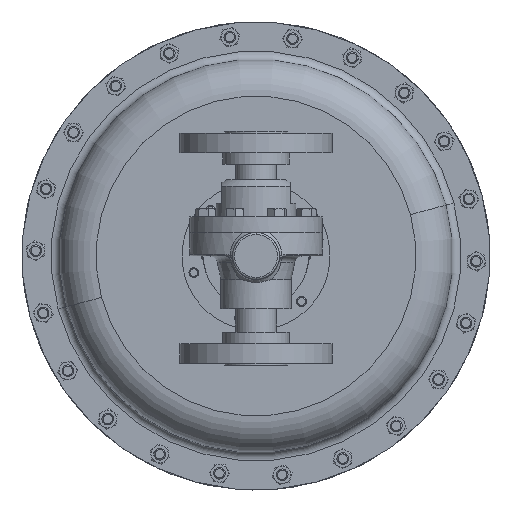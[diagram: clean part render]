
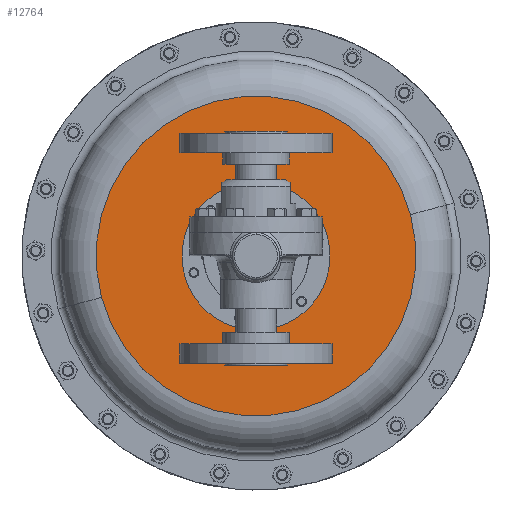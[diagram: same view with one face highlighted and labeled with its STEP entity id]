
A CAD part, front view. The second image highlights one B-rep face of the part: STEP entity #12764.
In plain terms, the highlighted planar face has unit normal (0, -1, 0).
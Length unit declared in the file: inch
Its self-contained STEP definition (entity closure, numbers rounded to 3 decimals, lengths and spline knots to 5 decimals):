
#940 = CARTESIAN_POINT ( 'NONE',  ( 3.88663, 9.57025, -0.05446 ) ) ;
#1279 = DIRECTION ( 'NONE',  ( 0., -1., 0. ) ) ;
#1381 = ORIENTED_EDGE ( 'NONE', *, *, #1801, .T. ) ;
#1801 = EDGE_CURVE ( 'NONE', #5453, #14634, #27041, .T. ) ;
#3274 = FACE_OUTER_BOUND ( 'NONE', #18178, .T. ) ;
#4465 = CARTESIAN_POINT ( 'NONE',  ( 2.56018, 9.57025, 4.89591 ) ) ;
#5453 = VERTEX_POINT ( 'NONE', #6321 ) ;
#5571 = VERTEX_POINT ( 'NONE', #24629 ) ;
#6321 = CARTESIAN_POINT ( 'NONE',  ( 0.8808, 9.57025, 3.21653 ) ) ;
#6750 = AXIS2_PLACEMENT_3D ( 'NONE', #9007, #28468, #11800 ) ;
#7250 = DIRECTION ( 'NONE',  ( 0.966, 0., 0.259 ) ) ;
#8678 = AXIS2_PLACEMENT_3D ( 'NONE', #940, #1279, #20750 ) ;
#8906 = ORIENTED_EDGE ( 'NONE', *, *, #28730, .F. ) ;
#9007 = CARTESIAN_POINT ( 'NONE',  ( 2.56018, 9.57025, 4.89591 ) ) ;
#11800 = DIRECTION ( 'NONE',  ( -0.707, 0., -0.707 ) ) ;
#12202 = CARTESIAN_POINT ( 'NONE',  ( 2.56018, 9.57025, 4.89591 ) ) ;
#12764 = ADVANCED_FACE ( 'NONE', ( #3274, #17226 ), #34640, .T. ) ;
#14634 = VERTEX_POINT ( 'NONE', #16518 ) ;
#14986 = DIRECTION ( 'NONE',  ( 0.966, 0., 0.259 ) ) ;
#16029 = CARTESIAN_POINT ( 'NONE',  ( 2.56018, 9.57025, 4.89591 ) ) ;
#16482 = EDGE_CURVE ( 'NONE', #5571, #26042, #20102, .T. ) ;
#16518 = CARTESIAN_POINT ( 'NONE',  ( 4.23956, 9.57025, 6.57529 ) ) ;
#16904 = AXIS2_PLACEMENT_3D ( 'NONE', #4465, #23928, #7250 ) ;
#17226 = FACE_BOUND ( 'NONE', #31324, .T. ) ;
#17991 = CIRCLE ( 'NONE', #6750, 2.375 ) ;
#18178 = EDGE_LOOP ( 'NONE', ( #20906, #8906 ) ) ;
#18226 = CIRCLE ( 'NONE', #18267, 5.125 ) ;
#18267 = AXIS2_PLACEMENT_3D ( 'NONE', #12202, #31663, #14986 ) ;
#18845 = DIRECTION ( 'NONE',  ( -0.707, 0., -0.707 ) ) ;
#20102 = CIRCLE ( 'NONE', #16904, 5.125 ) ;
#20750 = DIRECTION ( 'NONE',  ( -0.966, 0., -0.259 ) ) ;
#20906 = ORIENTED_EDGE ( 'NONE', *, *, #16482, .F. ) ;
#23928 = DIRECTION ( 'NONE',  ( 0., 1., 0. ) ) ;
#24629 = CARTESIAN_POINT ( 'NONE',  ( 7.51055, 9.57025, 6.22236 ) ) ;
#24833 = EDGE_CURVE ( 'NONE', #14634, #5453, #17991, .T. ) ;
#24862 = CARTESIAN_POINT ( 'NONE',  ( -2.39019, 9.57025, 3.56946 ) ) ;
#26042 = VERTEX_POINT ( 'NONE', #24862 ) ;
#26797 = ORIENTED_EDGE ( 'NONE', *, *, #24833, .T. ) ;
#27041 = CIRCLE ( 'NONE', #35010, 2.375 ) ;
#28468 = DIRECTION ( 'NONE',  ( 0., 1., 0. ) ) ;
#28730 = EDGE_CURVE ( 'NONE', #26042, #5571, #18226, .T. ) ;
#31324 = EDGE_LOOP ( 'NONE', ( #26797, #1381 ) ) ;
#31663 = DIRECTION ( 'NONE',  ( 0., 1., 0. ) ) ;
#34640 = PLANE ( 'NONE',  #8678 ) ;
#35010 = AXIS2_PLACEMENT_3D ( 'NONE', #16029, #35500, #18845 ) ;
#35500 = DIRECTION ( 'NONE',  ( 0., 1., 0. ) ) ;
